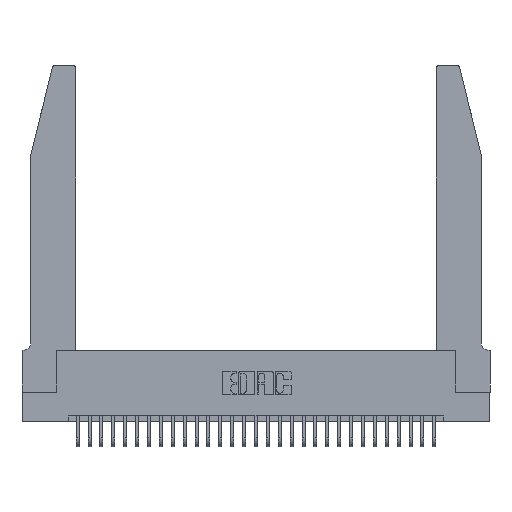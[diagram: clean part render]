
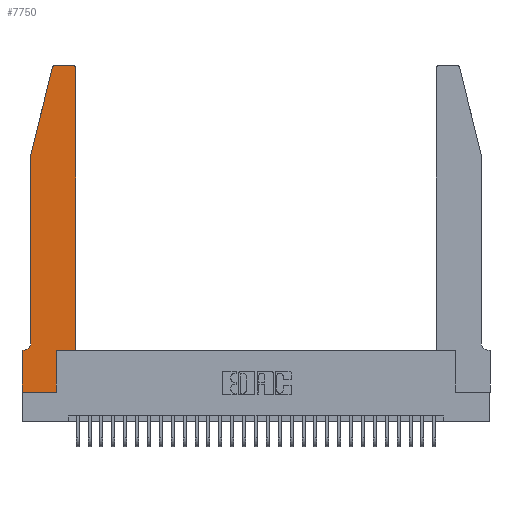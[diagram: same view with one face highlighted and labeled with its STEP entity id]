
A CAD part, top view. The second image highlights one B-rep face of the part: STEP entity #7750.
In plain terms, the highlighted planar face has unit normal (0, 0, 1).
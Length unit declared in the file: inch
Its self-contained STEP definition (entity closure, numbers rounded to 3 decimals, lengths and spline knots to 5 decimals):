
#490 = VERTEX_POINT ( 'NONE', #31923 ) ;
#933 = EDGE_CURVE ( 'NONE', #11099, #7006, #13669, .T. ) ;
#1509 = DIRECTION ( 'NONE',  ( 1., 0., 0. ) ) ;
#1513 = CARTESIAN_POINT ( 'NONE',  ( 0.25487, 2.72718, 0.37 ) ) ;
#2004 = ORIENTED_EDGE ( 'NONE', *, *, #28375, .T. ) ;
#2115 = DIRECTION ( 'NONE',  ( 1., 0., 0. ) ) ;
#2363 = CARTESIAN_POINT ( 'NONE',  ( 0.0755, 2., 0.37 ) ) ;
#2636 = VECTOR ( 'NONE', #30126, 39.37008 ) ;
#3562 = VERTEX_POINT ( 'NONE', #1513 ) ;
#3594 = EDGE_CURVE ( 'NONE', #10266, #22522, #14678, .T. ) ;
#3965 = EDGE_CURVE ( 'NONE', #3562, #20389, #13865, .T. ) ;
#4128 = AXIS2_PLACEMENT_3D ( 'NONE', #24253, #16962, #29039 ) ;
#5653 = EDGE_CURVE ( 'NONE', #10584, #13392, #24666, .T. ) ;
#5757 = DIRECTION ( 'NONE',  ( -0.239, -0.971, 0. ) ) ;
#6412 = DIRECTION ( 'NONE',  ( 1., 0., 0. ) ) ;
#7006 = VERTEX_POINT ( 'NONE', #26577 ) ;
#7120 = DIRECTION ( 'NONE',  ( 0., 0., 1. ) ) ;
#7307 = VERTEX_POINT ( 'NONE', #27637 ) ;
#7398 = ORIENTED_EDGE ( 'NONE', *, *, #7613, .T. ) ;
#7613 = EDGE_CURVE ( 'NONE', #20389, #19745, #29711, .T. ) ;
#7750 = ADVANCED_FACE ( 'NONE', ( #31441 ), #26774, .T. ) ;
#7844 = VECTOR ( 'NONE', #9498, 39.37008 ) ;
#8357 = CARTESIAN_POINT ( 'NONE',  ( 0.284, 2.75, 0.37 ) ) ;
#9059 = CARTESIAN_POINT ( 'NONE',  ( 0., 0.35, 0.37 ) ) ;
#9138 = EDGE_LOOP ( 'NONE', ( #30040, #22374, #17744, #7398, #27477, #22109, #27215, #20513, #22919, #22682, #2004, #20678 ) ) ;
#9413 = CARTESIAN_POINT ( 'NONE',  ( 0.4505, 2.72, 0.37 ) ) ;
#9498 = DIRECTION ( 'NONE',  ( 1., 0., 0. ) ) ;
#9969 = VECTOR ( 'NONE', #5757, 39.37008 ) ;
#10266 = VERTEX_POINT ( 'NONE', #10915 ) ;
#10584 = VERTEX_POINT ( 'NONE', #28843 ) ;
#10659 = LINE ( 'NONE', #20448, #20771 ) ;
#10825 = LINE ( 'NONE', #25129, #2636 ) ;
#10915 = CARTESIAN_POINT ( 'NONE',  ( 0.4205, 2.75, 0.37 ) ) ;
#10972 = EDGE_CURVE ( 'NONE', #490, #7307, #30105, .T. ) ;
#11030 = EDGE_CURVE ( 'NONE', #21596, #10266, #11845, .T. ) ;
#11099 = VERTEX_POINT ( 'NONE', #14155 ) ;
#11845 = CIRCLE ( 'NONE', #4128, 0.03 ) ;
#12685 = DIRECTION ( 'NONE',  ( -1., 0., 0. ) ) ;
#13392 = VERTEX_POINT ( 'NONE', #9059 ) ;
#13669 = LINE ( 'NONE', #21782, #7844 ) ;
#13865 = LINE ( 'NONE', #24898, #9969 ) ;
#14155 = CARTESIAN_POINT ( 'NONE',  ( 0.2865, 0.35, 0.37 ) ) ;
#14163 = CARTESIAN_POINT ( 'NONE',  ( 0., 0.35, 0.37 ) ) ;
#14678 = LINE ( 'NONE', #29269, #17756 ) ;
#15202 = CARTESIAN_POINT ( 'NONE',  ( 0.0055, 0.42, 0.37 ) ) ;
#15328 = VECTOR ( 'NONE', #6412, 39.37008 ) ;
#15687 = DIRECTION ( 'NONE',  ( 0., -1., 0. ) ) ;
#16647 = DIRECTION ( 'NONE',  ( 0., 0., 1. ) ) ;
#16939 = DIRECTION ( 'NONE',  ( 0., 1., 0. ) ) ;
#16962 = DIRECTION ( 'NONE',  ( 0., 0., 1. ) ) ;
#17744 = ORIENTED_EDGE ( 'NONE', *, *, #3965, .T. ) ;
#17756 = VECTOR ( 'NONE', #26439, 39.37008 ) ;
#18017 = DIRECTION ( 'NONE',  ( -1., 0., 0. ) ) ;
#18700 = CARTESIAN_POINT ( 'NONE',  ( 0., 0., 0.37 ) ) ;
#18856 = AXIS2_PLACEMENT_3D ( 'NONE', #19716, #7120, #2115 ) ;
#18928 = DIRECTION ( 'NONE',  ( 0., -1., 0. ) ) ;
#19716 = CARTESIAN_POINT ( 'NONE',  ( 0.284, 2.72, 0.37 ) ) ;
#19745 = VERTEX_POINT ( 'NONE', #27197 ) ;
#20389 = VERTEX_POINT ( 'NONE', #2363 ) ;
#20448 = CARTESIAN_POINT ( 'NONE',  ( 0., 0., 0.37 ) ) ;
#20513 = ORIENTED_EDGE ( 'NONE', *, *, #10972, .T. ) ;
#20678 = ORIENTED_EDGE ( 'NONE', *, *, #11030, .T. ) ;
#20771 = VECTOR ( 'NONE', #15687, 39.37008 ) ;
#21539 = VECTOR ( 'NONE', #18017, 39.37008 ) ;
#21569 = EDGE_CURVE ( 'NONE', #22522, #3562, #29749, .T. ) ;
#21596 = VERTEX_POINT ( 'NONE', #9413 ) ;
#21782 = CARTESIAN_POINT ( 'NONE',  ( 0.4505, 0.35, 0.37 ) ) ;
#22109 = ORIENTED_EDGE ( 'NONE', *, *, #5653, .T. ) ;
#22374 = ORIENTED_EDGE ( 'NONE', *, *, #21569, .T. ) ;
#22522 = VERTEX_POINT ( 'NONE', #8357 ) ;
#22682 = ORIENTED_EDGE ( 'NONE', *, *, #933, .T. ) ;
#22794 = EDGE_CURVE ( 'NONE', #7307, #11099, #24192, .T. ) ;
#22919 = ORIENTED_EDGE ( 'NONE', *, *, #22794, .T. ) ;
#23167 = AXIS2_PLACEMENT_3D ( 'NONE', #15202, #27582, #12685 ) ;
#24192 = LINE ( 'NONE', #24229, #28873 ) ;
#24229 = CARTESIAN_POINT ( 'NONE',  ( 0.2865, 0.35, 0.37 ) ) ;
#24253 = CARTESIAN_POINT ( 'NONE',  ( 0.4205, 2.72, 0.37 ) ) ;
#24666 = LINE ( 'NONE', #25303, #21539 ) ;
#24898 = CARTESIAN_POINT ( 'NONE',  ( 0.0755, 2., 0.37 ) ) ;
#25129 = CARTESIAN_POINT ( 'NONE',  ( 0.4505, 0.35, 0.37 ) ) ;
#25303 = CARTESIAN_POINT ( 'NONE',  ( 0.0755, 0.35, 0.37 ) ) ;
#26439 = DIRECTION ( 'NONE',  ( -1., 0., 0. ) ) ;
#26577 = CARTESIAN_POINT ( 'NONE',  ( 0.4505, 0.35, 0.37 ) ) ;
#26774 = PLANE ( 'NONE',  #27610 ) ;
#27143 = EDGE_CURVE ( 'NONE', #19745, #10584, #29408, .T. ) ;
#27197 = CARTESIAN_POINT ( 'NONE',  ( 0.0755, 0.42, 0.37 ) ) ;
#27215 = ORIENTED_EDGE ( 'NONE', *, *, #30667, .T. ) ;
#27477 = ORIENTED_EDGE ( 'NONE', *, *, #27143, .T. ) ;
#27582 = DIRECTION ( 'NONE',  ( 0., 0., -1. ) ) ;
#27610 = AXIS2_PLACEMENT_3D ( 'NONE', #14163, #16647, #1509 ) ;
#27637 = CARTESIAN_POINT ( 'NONE',  ( 0.2865, 0., 0.37 ) ) ;
#28375 = EDGE_CURVE ( 'NONE', #7006, #21596, #10825, .T. ) ;
#28843 = CARTESIAN_POINT ( 'NONE',  ( 0.0055, 0.35, 0.37 ) ) ;
#28873 = VECTOR ( 'NONE', #16939, 39.37008 ) ;
#29039 = DIRECTION ( 'NONE',  ( 1., 0., 0. ) ) ;
#29269 = CARTESIAN_POINT ( 'NONE',  ( 0.2605, 2.75, 0.37 ) ) ;
#29370 = CARTESIAN_POINT ( 'NONE',  ( 0.0755, 2., 0.37 ) ) ;
#29408 = CIRCLE ( 'NONE', #23167, 0.07 ) ;
#29711 = LINE ( 'NONE', #29370, #30434 ) ;
#29749 = CIRCLE ( 'NONE', #18856, 0.03 ) ;
#30040 = ORIENTED_EDGE ( 'NONE', *, *, #3594, .T. ) ;
#30105 = LINE ( 'NONE', #18700, #15328 ) ;
#30126 = DIRECTION ( 'NONE',  ( 0., 1., 0. ) ) ;
#30434 = VECTOR ( 'NONE', #18928, 39.37008 ) ;
#30667 = EDGE_CURVE ( 'NONE', #13392, #490, #10659, .T. ) ;
#31441 = FACE_OUTER_BOUND ( 'NONE', #9138, .T. ) ;
#31923 = CARTESIAN_POINT ( 'NONE',  ( 0., 0., 0.37 ) ) ;
